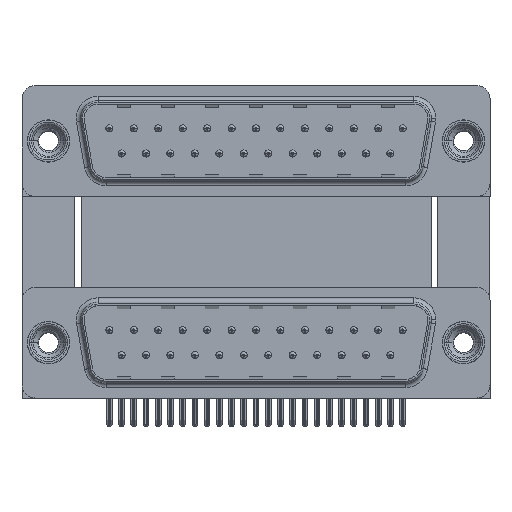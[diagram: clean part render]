
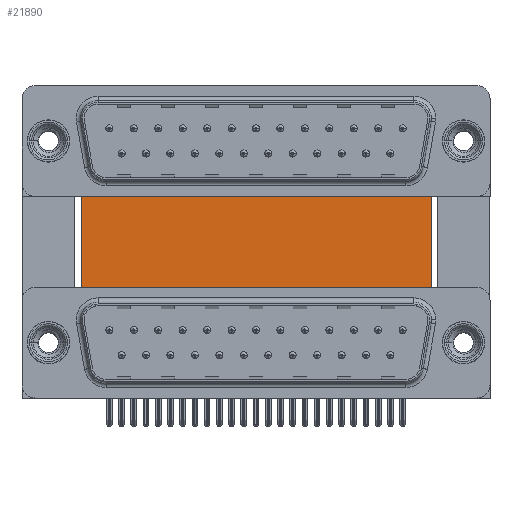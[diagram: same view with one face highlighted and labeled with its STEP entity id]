
A CAD part, top view. The second image highlights one B-rep face of the part: STEP entity #21890.
In plain terms, the highlighted planar face has unit normal (0, 0, 1).
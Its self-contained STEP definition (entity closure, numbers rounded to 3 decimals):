
#86 = EDGE_CURVE ( 'NONE', #27949, #29540, #8109, .T. ) ;
#441 = VECTOR ( 'NONE', #23221, 1000. ) ;
#2192 = VECTOR ( 'NONE', #20036, 1000. ) ;
#3635 = VECTOR ( 'NONE', #20833, 1000. ) ;
#7526 = EDGE_CURVE ( 'NONE', #21539, #29540, #10911, .T. ) ;
#8109 = LINE ( 'NONE', #36167, #2192 ) ;
#8614 = CARTESIAN_POINT ( 'NONE',  ( 43.43, -3.735, -12. ) ) ;
#9190 = DIRECTION ( 'NONE',  ( 0., 0., -1. ) ) ;
#10333 = CARTESIAN_POINT ( 'NONE',  ( 3.79, -3.735, -12. ) ) ;
#10506 = CARTESIAN_POINT ( 'NONE',  ( 43.43, 16.585, -12. ) ) ;
#10911 = LINE ( 'NONE', #10506, #441 ) ;
#11036 = EDGE_LOOP ( 'NONE', ( #35078, #11188, #23201, #38708 ) ) ;
#11188 = ORIENTED_EDGE ( 'NONE', *, *, #7526, .F. ) ;
#12239 = PLANE ( 'NONE',  #20782 ) ;
#12291 = EDGE_CURVE ( 'NONE', #23751, #21539, #23509, .T. ) ;
#12827 = EDGE_CURVE ( 'NONE', #23751, #27949, #39614, .T. ) ;
#14459 = CARTESIAN_POINT ( 'NONE',  ( 3.79, 16.585, -12. ) ) ;
#14618 = CARTESIAN_POINT ( 'NONE',  ( 3.79, 16.585, -12. ) ) ;
#18687 = DIRECTION ( 'NONE',  ( -1., 0., 0. ) ) ;
#20036 = DIRECTION ( 'NONE',  ( 1., 0., 0. ) ) ;
#20744 = VECTOR ( 'NONE', #26363, 1000. ) ;
#20782 = AXIS2_PLACEMENT_3D ( 'NONE', #34022, #9190, #18687 ) ;
#20833 = DIRECTION ( 'NONE',  ( 0., -1., 0. ) ) ;
#21539 = VERTEX_POINT ( 'NONE', #36712 ) ;
#21890 = ADVANCED_FACE ( 'NONE', ( #27962 ), #12239, .F. ) ;
#23201 = ORIENTED_EDGE ( 'NONE', *, *, #12291, .F. ) ;
#23221 = DIRECTION ( 'NONE',  ( 0., -1., 0. ) ) ;
#23509 = LINE ( 'NONE', #14459, #20744 ) ;
#23751 = VERTEX_POINT ( 'NONE', #25183 ) ;
#25183 = CARTESIAN_POINT ( 'NONE',  ( 3.79, 16.585, -12. ) ) ;
#26363 = DIRECTION ( 'NONE',  ( 1., 0., 0. ) ) ;
#27949 = VERTEX_POINT ( 'NONE', #10333 ) ;
#27962 = FACE_OUTER_BOUND ( 'NONE', #11036, .T. ) ;
#29540 = VERTEX_POINT ( 'NONE', #8614 ) ;
#34022 = CARTESIAN_POINT ( 'NONE',  ( 3.79, 16.585, -12. ) ) ;
#35078 = ORIENTED_EDGE ( 'NONE', *, *, #86, .T. ) ;
#36167 = CARTESIAN_POINT ( 'NONE',  ( 3.79, -3.735, -12. ) ) ;
#36712 = CARTESIAN_POINT ( 'NONE',  ( 43.43, 16.585, -12. ) ) ;
#38708 = ORIENTED_EDGE ( 'NONE', *, *, #12827, .T. ) ;
#39614 = LINE ( 'NONE', #14618, #3635 ) ;
